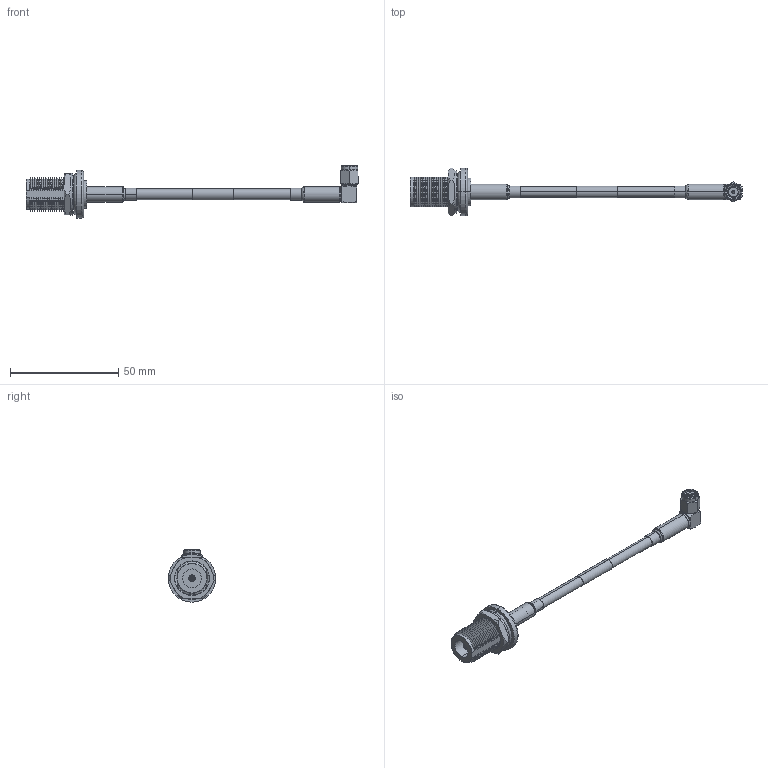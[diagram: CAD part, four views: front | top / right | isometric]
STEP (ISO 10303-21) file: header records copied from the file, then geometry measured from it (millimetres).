
FILE_DESCRIPTION (( 'STEP AP203' ), '1' );
FILE_NAME ('LCCA30684.STEP', '2020-09-25T05:24:23', ( '' ), ( '' ), 'SwSTEP 2.0', 'SolidWorks 2018', '' );
FILE_SCHEMA (( 'CONFIG_CONTROL_DESIGN' ));
Length unit declared in the file: inch
Products named in the file (16): ANF-3700; ANF-3700-MA1; ASM-1710_Without Ferrule; CA-195R-MA1_.195"x1"; ASM-1710-MA2; ASM-1710-MA1; ANF-3700-MA4; LCCA30684; ANF-3700-MA2; 3AA03-013; ANF-3700-MA3; Part3^LCCA30684; ASM-1710-MA3; 3AA02-017; RG58C-PROD; ASM-1710-MA4
Assembly tree (16 placements, depth 3):
  LCCA30684
    RG58C-PROD
    Part3^LCCA30684
    ANF-3700
      ANF-3700-MA1
      ANF-3700-MA3
      3AA03-013
      3AA02-017
      ANF-3700-MA4
      ANF-3700-MA2
    CA-195R-MA1_.195"x1"  x2
    ASM-1710_Without Ferrule
      ASM-1710-MA1
      ASM-1710-MA2
      ASM-1710-MA3
      ASM-1710-MA4
Bounding box: 153.17 x 22 x 24.1 mm (x, y, z)
Volume: 8025.4 mm3; surface area: 10921.1 mm2
Topology: 14 solids, 14 shells, 561 faces, 1428 edges, 909 vertices
Faces by surface type: cone 213, cylinder 197, plane 129, torus 22
Entity records: 19078 total; most frequent: CARTESIAN_POINT 4141, DIRECTION 2856, ORIENTED_EDGE 2764, EDGE_CURVE 1382, AXIS2_PLACEMENT_3D 1166, VERTEX_POINT 885, CIRCLE 606, EDGE_LOOP 575
